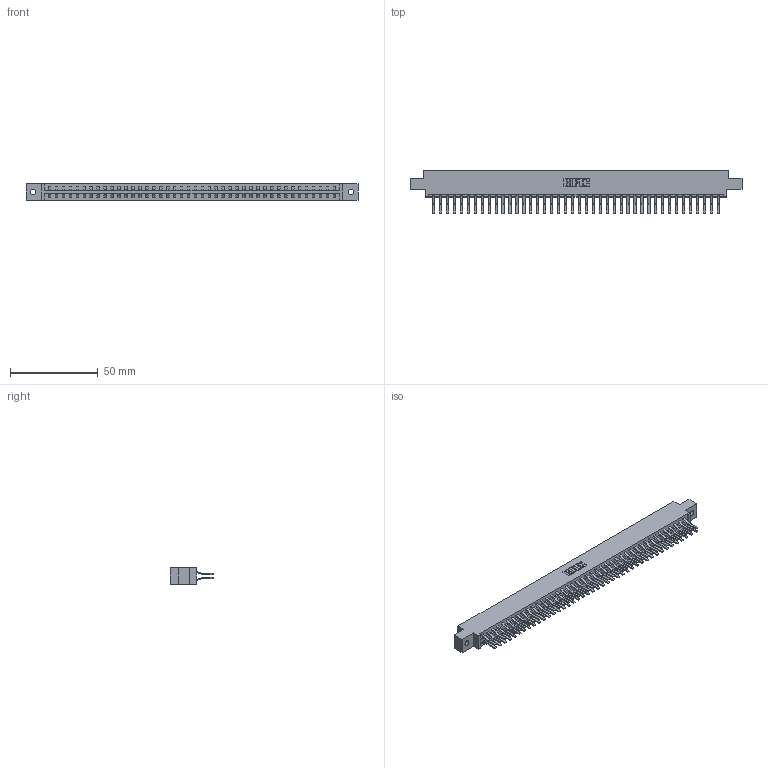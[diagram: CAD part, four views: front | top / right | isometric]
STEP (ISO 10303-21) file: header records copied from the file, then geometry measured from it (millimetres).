
FILE_DESCRIPTION (( 'STEP AP203' ), '1' );
FILE_NAME ('387-084-560-802.STEP', '2019-10-23T02:37:05', ( '' ), ( '' ), 'SwSTEP 2.0', 'SolidWorks 2016', '' );
FILE_SCHEMA (( 'CONFIG_CONTROL_DESIGN' ));
Length unit declared in the file: inch
Products named in the file (3): 345-292-001_560 Tail; 337 Part_0.170 Offset - 0.128 Dia; 387-084-560-802
Assembly tree (85 placements, depth 2):
  387-084-560-802
    337 Part_0.170 Offset - 0.128 Dia
    345-292-001_560 Tail  x84
Bounding box: 189.43 x 24.78 x 9.4 mm (x, y, z)
Volume: 20360.4 mm3; surface area: 24446.1 mm2
Topology: 85 solids, 85 shells, 4822 faces, 14351 edges, 9454 vertices
Faces by surface type: plane 3266, cylinder 1556
Entity records: 32787 total; most frequent: CARTESIAN_POINT 5526, ORIENTED_EDGE 5462, DIRECTION 4703, EDGE_CURVE 2731, VECTOR 2599, LINE 2599, VERTEX_POINT 1818, AXIS2_PLACEMENT_3D 1052
